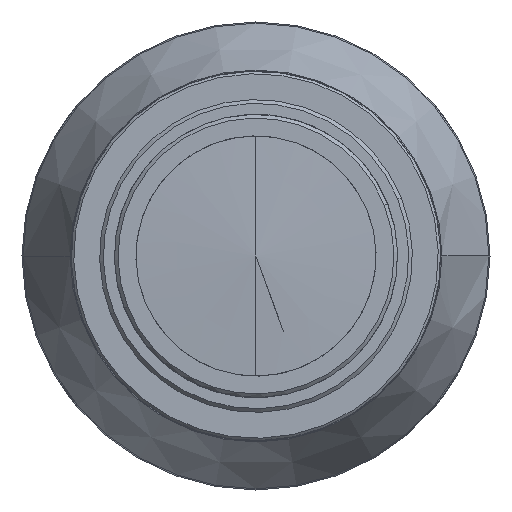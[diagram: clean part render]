
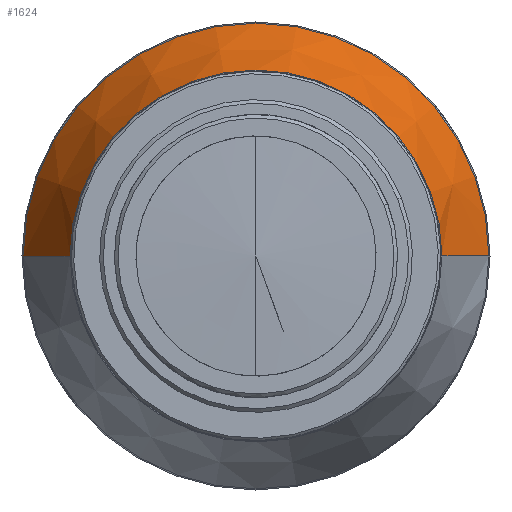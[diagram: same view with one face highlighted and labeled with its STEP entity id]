
A CAD part, left-side view. The second image highlights one B-rep face of the part: STEP entity #1624.
In plain terms, the highlighted conical face has half-angle 25 degrees and reference radius 15.094 mm.
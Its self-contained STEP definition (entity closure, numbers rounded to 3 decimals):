
#60 = ORIENTED_EDGE ( 'NONE', *, *, #805, .T. ) ;
#70 = DIRECTION ( 'NONE',  ( 0., 0., -1. ) ) ;
#72 = DIRECTION ( 'NONE',  ( 0., 1., 0. ) ) ;
#102 = CARTESIAN_POINT ( 'NONE',  ( 13.201, 15.094, 0. ) ) ;
#151 = EDGE_CURVE ( 'NONE', #510, #930, #1819, .T. ) ;
#181 = CIRCLE ( 'NONE', #909, 15.094 ) ;
#213 = VERTEX_POINT ( 'NONE', #1279 ) ;
#225 = VERTEX_POINT ( 'NONE', #532 ) ;
#277 = CARTESIAN_POINT ( 'NONE',  ( 13.201, 15.094, 0. ) ) ;
#349 = CONICAL_SURFACE ( 'NONE', #934, 15.094, 0.436 ) ;
#353 = CARTESIAN_POINT ( 'NONE',  ( 21.377, 0., 0. ) ) ;
#452 = EDGE_CURVE ( 'NONE', #225, #1686, #1239, .T. ) ;
#510 = VERTEX_POINT ( 'NONE', #102 ) ;
#532 = CARTESIAN_POINT ( 'NONE',  ( 21.377, 0., 18.906 ) ) ;
#534 = DIRECTION ( 'NONE',  ( 1., 0., 0. ) ) ;
#550 = CARTESIAN_POINT ( 'NONE',  ( 13.201, 0., 0. ) ) ;
#569 = DIRECTION ( 'NONE',  ( 1., 0., 0. ) ) ;
#584 = CARTESIAN_POINT ( 'NONE',  ( 13.201, 0., 0. ) ) ;
#626 = ORIENTED_EDGE ( 'NONE', *, *, #1195, .T. ) ;
#804 = VECTOR ( 'NONE', #1851, 1000. ) ;
#805 = EDGE_CURVE ( 'NONE', #1004, #1686, #1191, .T. ) ;
#909 = AXIS2_PLACEMENT_3D ( 'NONE', #584, #1738, #1135 ) ;
#923 = CARTESIAN_POINT ( 'NONE',  ( 13.201, -15.094, 0. ) ) ;
#930 = VERTEX_POINT ( 'NONE', #1183 ) ;
#934 = AXIS2_PLACEMENT_3D ( 'NONE', #550, #1833, #72 ) ;
#971 = ORIENTED_EDGE ( 'NONE', *, *, #452, .F. ) ;
#1004 = VERTEX_POINT ( 'NONE', #923 ) ;
#1021 = DIRECTION ( 'NONE',  ( 0., 1., 0. ) ) ;
#1049 = AXIS2_PLACEMENT_3D ( 'NONE', #1733, #1480, #1021 ) ;
#1133 = CARTESIAN_POINT ( 'NONE',  ( 21.377, -18.906, 0. ) ) ;
#1135 = DIRECTION ( 'NONE',  ( 0., 1., 0. ) ) ;
#1174 = EDGE_CURVE ( 'NONE', #930, #225, #1828, .T. ) ;
#1183 = CARTESIAN_POINT ( 'NONE',  ( 21.377, 18.906, 0. ) ) ;
#1191 = LINE ( 'NONE', #1725, #804 ) ;
#1195 = EDGE_CURVE ( 'NONE', #213, #1004, #1889, .T. ) ;
#1239 = CIRCLE ( 'NONE', #1241, 18.906 ) ;
#1241 = AXIS2_PLACEMENT_3D ( 'NONE', #353, #534, #70 ) ;
#1276 = CARTESIAN_POINT ( 'NONE',  ( 21.377, 0., 0. ) ) ;
#1279 = CARTESIAN_POINT ( 'NONE',  ( 13.201, 0., 15.094 ) ) ;
#1321 = DIRECTION ( 'NONE',  ( 0.906, 0.423, 0. ) ) ;
#1353 = VECTOR ( 'NONE', #1321, 1000. ) ;
#1355 = FACE_OUTER_BOUND ( 'NONE', #1419, .T. ) ;
#1419 = EDGE_LOOP ( 'NONE', ( #626, #60, #971, #1788, #1489, #1462 ) ) ;
#1462 = ORIENTED_EDGE ( 'NONE', *, *, #1860, .T. ) ;
#1480 = DIRECTION ( 'NONE',  ( 1., 0., 0. ) ) ;
#1489 = ORIENTED_EDGE ( 'NONE', *, *, #151, .F. ) ;
#1533 = AXIS2_PLACEMENT_3D ( 'NONE', #1276, #569, #1584 ) ;
#1584 = DIRECTION ( 'NONE',  ( 0., 0., -1. ) ) ;
#1624 = ADVANCED_FACE ( 'NONE', ( #1355 ), #349, .T. ) ;
#1686 = VERTEX_POINT ( 'NONE', #1133 ) ;
#1725 = CARTESIAN_POINT ( 'NONE',  ( 13.201, -15.094, 0. ) ) ;
#1733 = CARTESIAN_POINT ( 'NONE',  ( 13.201, 0., 0. ) ) ;
#1738 = DIRECTION ( 'NONE',  ( 1., 0., 0. ) ) ;
#1788 = ORIENTED_EDGE ( 'NONE', *, *, #1174, .F. ) ;
#1819 = LINE ( 'NONE', #277, #1353 ) ;
#1828 = CIRCLE ( 'NONE', #1533, 18.906 ) ;
#1833 = DIRECTION ( 'NONE',  ( 1., 0., 0. ) ) ;
#1851 = DIRECTION ( 'NONE',  ( 0.906, -0.423, 0. ) ) ;
#1860 = EDGE_CURVE ( 'NONE', #510, #213, #181, .T. ) ;
#1889 = CIRCLE ( 'NONE', #1049, 15.094 ) ;
